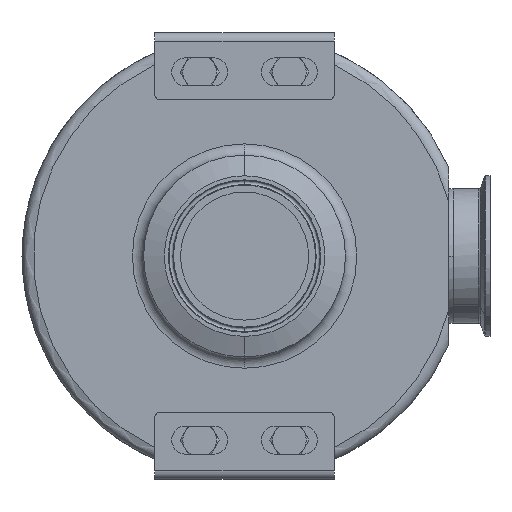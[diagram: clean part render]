
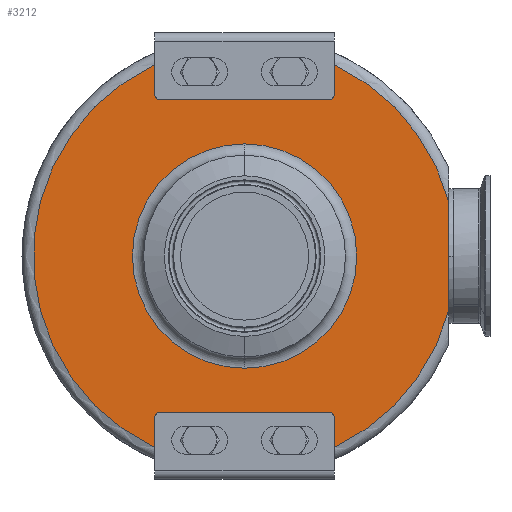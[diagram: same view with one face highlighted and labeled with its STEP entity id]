
A CAD part, front view. The second image highlights one B-rep face of the part: STEP entity #3212.
In plain terms, the highlighted planar face has unit normal (0, -1, 0).
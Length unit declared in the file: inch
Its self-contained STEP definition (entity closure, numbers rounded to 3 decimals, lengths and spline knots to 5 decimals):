
#7 = DIRECTION ( 'NONE',  ( 0., 0., -1. ) ) ;
#63 = VERTEX_POINT ( 'NONE', #12794 ) ;
#248 = ORIENTED_EDGE ( 'NONE', *, *, #11880, .T. ) ;
#829 = CARTESIAN_POINT ( 'NONE',  ( 4.55, -2.07, 0. ) ) ;
#870 = CARTESIAN_POINT ( 'NONE',  ( -2., -2.07, 3.47953 ) ) ;
#974 = DIRECTION ( 'NONE',  ( 0., 0., 1. ) ) ;
#975 = CARTESIAN_POINT ( 'NONE',  ( 1.875, -2.07, 3.47953 ) ) ;
#1034 = DIRECTION ( 'NONE',  ( 0., 0., 1. ) ) ;
#1036 = VECTOR ( 'NONE', #6311, 39.37008 ) ;
#1092 = VERTEX_POINT ( 'NONE', #975 ) ;
#1128 = CIRCLE ( 'NONE', #12776, 0.125 ) ;
#1384 = EDGE_CURVE ( 'NONE', #7219, #5128, #8857, .T. ) ;
#1485 = VERTEX_POINT ( 'NONE', #4582 ) ;
#1552 = CARTESIAN_POINT ( 'NONE',  ( 0., -2.07, -2.5 ) ) ;
#1742 = ORIENTED_EDGE ( 'NONE', *, *, #10830, .T. ) ;
#1768 = DIRECTION ( 'NONE',  ( 0., 0., -1. ) ) ;
#1822 = CARTESIAN_POINT ( 'NONE',  ( 2., -2.07, -4.78821 ) ) ;
#1899 = EDGE_CURVE ( 'NONE', #2503, #1485, #6243, .T. ) ;
#2073 = CIRCLE ( 'NONE', #12173, 4.71 ) ;
#2099 = VERTEX_POINT ( 'NONE', #8351 ) ;
#2106 = VERTEX_POINT ( 'NONE', #11642 ) ;
#2112 = AXIS2_PLACEMENT_3D ( 'NONE', #12121, #3095, #9809 ) ;
#2120 = ORIENTED_EDGE ( 'NONE', *, *, #8858, .T. ) ;
#2201 = AXIS2_PLACEMENT_3D ( 'NONE', #4350, #7706, #1034 ) ;
#2323 = DIRECTION ( 'NONE',  ( 0., -1., 0. ) ) ;
#2352 = ORIENTED_EDGE ( 'NONE', *, *, #13870, .F. ) ;
#2503 = VERTEX_POINT ( 'NONE', #5015 ) ;
#2531 = AXIS2_PLACEMENT_3D ( 'NONE', #12006, #8708, #13131 ) ;
#2673 = VERTEX_POINT ( 'NONE', #4184 ) ;
#2705 = ORIENTED_EDGE ( 'NONE', *, *, #1384, .T. ) ;
#3095 = DIRECTION ( 'NONE',  ( 0., 1., 0. ) ) ;
#3212 = ADVANCED_FACE ( 'NONE', ( #12911, #8979 ), #7631, .F. ) ;
#3296 = LINE ( 'NONE', #1822, #1036 ) ;
#3719 = VECTOR ( 'NONE', #4247, 39.37008 ) ;
#3820 = EDGE_CURVE ( 'NONE', #63, #7219, #13767, .T. ) ;
#3870 = DIRECTION ( 'NONE',  ( 0., 0., 1. ) ) ;
#3949 = LINE ( 'NONE', #12577, #9517 ) ;
#4007 = CARTESIAN_POINT ( 'NONE',  ( 2., -2.07, 4.26428 ) ) ;
#4012 = CARTESIAN_POINT ( 'NONE',  ( 4.55, -2.07, -1.21721 ) ) ;
#4063 = ORIENTED_EDGE ( 'NONE', *, *, #12134, .T. ) ;
#4114 = AXIS2_PLACEMENT_3D ( 'NONE', #13250, #6528, #974 ) ;
#4184 = CARTESIAN_POINT ( 'NONE',  ( -2., -2.07, 4.26428 ) ) ;
#4205 = DIRECTION ( 'NONE',  ( 0., 0., 1. ) ) ;
#4231 = EDGE_CURVE ( 'NONE', #10981, #2099, #8232, .T. ) ;
#4247 = DIRECTION ( 'NONE',  ( -1., 0., 0. ) ) ;
#4350 = CARTESIAN_POINT ( 'NONE',  ( 0., -2.07, 0. ) ) ;
#4448 = EDGE_CURVE ( 'NONE', #2106, #1092, #5430, .T. ) ;
#4582 = CARTESIAN_POINT ( 'NONE',  ( -2., -2.07, -3.60071 ) ) ;
#4742 = DIRECTION ( 'NONE',  ( 0., 0., -1. ) ) ;
#4779 = CIRCLE ( 'NONE', #4114, 2.5 ) ;
#4941 = CARTESIAN_POINT ( 'NONE',  ( -1.875, -2.07, 3.60453 ) ) ;
#5015 = CARTESIAN_POINT ( 'NONE',  ( -2., -2.07, -4.26428 ) ) ;
#5128 = VERTEX_POINT ( 'NONE', #9194 ) ;
#5322 = DIRECTION ( 'NONE',  ( 0., 0., 1. ) ) ;
#5344 = CARTESIAN_POINT ( 'NONE',  ( 0., -2.07, 2.5 ) ) ;
#5430 = LINE ( 'NONE', #870, #13899 ) ;
#6089 = ORIENTED_EDGE ( 'NONE', *, *, #6090, .T. ) ;
#6090 = EDGE_CURVE ( 'NONE', #2673, #2503, #2073, .T. ) ;
#6111 = CARTESIAN_POINT ( 'NONE',  ( 2., -2.07, 4.79203 ) ) ;
#6228 = VECTOR ( 'NONE', #5322, 39.37008 ) ;
#6243 = LINE ( 'NONE', #13326, #6596 ) ;
#6311 = DIRECTION ( 'NONE',  ( 0., 0., 1. ) ) ;
#6447 = DIRECTION ( 'NONE',  ( 0., -1., 0. ) ) ;
#6478 = DIRECTION ( 'NONE',  ( 1., 0., 0. ) ) ;
#6485 = AXIS2_PLACEMENT_3D ( 'NONE', #9222, #6988, #8093 ) ;
#6528 = DIRECTION ( 'NONE',  ( 0., 1., 0. ) ) ;
#6596 = VECTOR ( 'NONE', #12303, 39.37008 ) ;
#6701 = CARTESIAN_POINT ( 'NONE',  ( -1.875, -2.07, -3.60071 ) ) ;
#6988 = DIRECTION ( 'NONE',  ( 0., 1., 0. ) ) ;
#7034 = EDGE_CURVE ( 'NONE', #5128, #12347, #13325, .T. ) ;
#7149 = ORIENTED_EDGE ( 'NONE', *, *, #13012, .T. ) ;
#7195 = VERTEX_POINT ( 'NONE', #1552 ) ;
#7219 = VERTEX_POINT ( 'NONE', #4012 ) ;
#7354 = CARTESIAN_POINT ( 'NONE',  ( 2., -2.07, 3.60453 ) ) ;
#7407 = ORIENTED_EDGE ( 'NONE', *, *, #3820, .T. ) ;
#7599 = ORIENTED_EDGE ( 'NONE', *, *, #4231, .T. ) ;
#7631 = PLANE ( 'NONE',  #2531 ) ;
#7706 = DIRECTION ( 'NONE',  ( 0., 1., 0. ) ) ;
#8093 = DIRECTION ( 'NONE',  ( 0., 0., -1. ) ) ;
#8142 = CIRCLE ( 'NONE', #2201, 2.5 ) ;
#8232 = CIRCLE ( 'NONE', #6485, 0.125 ) ;
#8293 = EDGE_LOOP ( 'NONE', ( #13699, #7149 ) ) ;
#8351 = CARTESIAN_POINT ( 'NONE',  ( 2., -2.07, -3.60071 ) ) ;
#8501 = CARTESIAN_POINT ( 'NONE',  ( 0., -2.07, 0. ) ) ;
#8699 = CARTESIAN_POINT ( 'NONE',  ( 2., -2.07, -3.47571 ) ) ;
#8708 = DIRECTION ( 'NONE',  ( 0., 1., 0. ) ) ;
#8857 = LINE ( 'NONE', #829, #6228 ) ;
#8858 = EDGE_CURVE ( 'NONE', #1485, #9585, #1128, .T. ) ;
#8927 = EDGE_LOOP ( 'NONE', ( #6089, #9547, #2120, #10431, #7599, #2352, #7407, #2705, #12224, #1742, #248, #13546, #4063, #13908 ) ) ;
#8979 = FACE_BOUND ( 'NONE', #8293, .T. ) ;
#9017 = CARTESIAN_POINT ( 'NONE',  ( 0., -2.07, 0. ) ) ;
#9128 = AXIS2_PLACEMENT_3D ( 'NONE', #9017, #2323, #11337 ) ;
#9194 = CARTESIAN_POINT ( 'NONE',  ( 4.55, -2.07, 1.21721 ) ) ;
#9222 = CARTESIAN_POINT ( 'NONE',  ( 1.875, -2.07, -3.60071 ) ) ;
#9490 = EDGE_CURVE ( 'NONE', #10981, #9585, #12894, .T. ) ;
#9517 = VECTOR ( 'NONE', #4742, 39.37008 ) ;
#9547 = ORIENTED_EDGE ( 'NONE', *, *, #1899, .T. ) ;
#9585 = VERTEX_POINT ( 'NONE', #11033 ) ;
#9726 = CARTESIAN_POINT ( 'NONE',  ( 0., -2.07, 0. ) ) ;
#9809 = DIRECTION ( 'NONE',  ( 0., 0., 1. ) ) ;
#10220 = LINE ( 'NONE', #6111, #10390 ) ;
#10390 = VECTOR ( 'NONE', #1768, 39.37008 ) ;
#10431 = ORIENTED_EDGE ( 'NONE', *, *, #9490, .F. ) ;
#10462 = VERTEX_POINT ( 'NONE', #5344 ) ;
#10702 = EDGE_CURVE ( 'NONE', #2673, #11316, #3949, .T. ) ;
#10719 = AXIS2_PLACEMENT_3D ( 'NONE', #8501, #6447, #4205 ) ;
#10830 = EDGE_CURVE ( 'NONE', #12347, #12788, #10220, .T. ) ;
#10834 = CARTESIAN_POINT ( 'NONE',  ( 1.875, -2.07, -3.47571 ) ) ;
#10872 = CIRCLE ( 'NONE', #13184, 0.125 ) ;
#10981 = VERTEX_POINT ( 'NONE', #10834 ) ;
#11033 = CARTESIAN_POINT ( 'NONE',  ( -1.875, -2.07, -3.47571 ) ) ;
#11110 = EDGE_CURVE ( 'NONE', #10462, #7195, #8142, .T. ) ;
#11183 = DIRECTION ( 'NONE',  ( 0., 1., 0. ) ) ;
#11316 = VERTEX_POINT ( 'NONE', #13034 ) ;
#11337 = DIRECTION ( 'NONE',  ( 0., 0., 1. ) ) ;
#11642 = CARTESIAN_POINT ( 'NONE',  ( -1.875, -2.07, 3.47953 ) ) ;
#11670 = DIRECTION ( 'NONE',  ( 0., 0., 1. ) ) ;
#11880 = EDGE_CURVE ( 'NONE', #12788, #1092, #11897, .T. ) ;
#11897 = CIRCLE ( 'NONE', #2112, 0.125 ) ;
#12006 = CARTESIAN_POINT ( 'NONE',  ( -2.5, -2.07, 0. ) ) ;
#12121 = CARTESIAN_POINT ( 'NONE',  ( 1.875, -2.07, 3.60453 ) ) ;
#12134 = EDGE_CURVE ( 'NONE', #2106, #11316, #10872, .T. ) ;
#12173 = AXIS2_PLACEMENT_3D ( 'NONE', #9726, #12846, #11670 ) ;
#12224 = ORIENTED_EDGE ( 'NONE', *, *, #7034, .T. ) ;
#12303 = DIRECTION ( 'NONE',  ( 0., 0., 1. ) ) ;
#12347 = VERTEX_POINT ( 'NONE', #4007 ) ;
#12577 = CARTESIAN_POINT ( 'NONE',  ( -2., -2.07, 4.79203 ) ) ;
#12634 = DIRECTION ( 'NONE',  ( 0., 1., 0. ) ) ;
#12776 = AXIS2_PLACEMENT_3D ( 'NONE', #6701, #11183, #7 ) ;
#12788 = VERTEX_POINT ( 'NONE', #7354 ) ;
#12794 = CARTESIAN_POINT ( 'NONE',  ( 2., -2.07, -4.26428 ) ) ;
#12846 = DIRECTION ( 'NONE',  ( 0., -1., 0. ) ) ;
#12894 = LINE ( 'NONE', #8699, #3719 ) ;
#12911 = FACE_OUTER_BOUND ( 'NONE', #8927, .T. ) ;
#13012 = EDGE_CURVE ( 'NONE', #7195, #10462, #4779, .T. ) ;
#13034 = CARTESIAN_POINT ( 'NONE',  ( -2., -2.07, 3.60453 ) ) ;
#13131 = DIRECTION ( 'NONE',  ( 0., 0., 1. ) ) ;
#13184 = AXIS2_PLACEMENT_3D ( 'NONE', #4941, #12634, #3870 ) ;
#13250 = CARTESIAN_POINT ( 'NONE',  ( 0., -2.07, 0. ) ) ;
#13325 = CIRCLE ( 'NONE', #9128, 4.71 ) ;
#13326 = CARTESIAN_POINT ( 'NONE',  ( -2., -2.07, -4.78821 ) ) ;
#13546 = ORIENTED_EDGE ( 'NONE', *, *, #4448, .F. ) ;
#13699 = ORIENTED_EDGE ( 'NONE', *, *, #11110, .T. ) ;
#13767 = CIRCLE ( 'NONE', #10719, 4.71 ) ;
#13870 = EDGE_CURVE ( 'NONE', #63, #2099, #3296, .T. ) ;
#13899 = VECTOR ( 'NONE', #6478, 39.37008 ) ;
#13908 = ORIENTED_EDGE ( 'NONE', *, *, #10702, .F. ) ;
